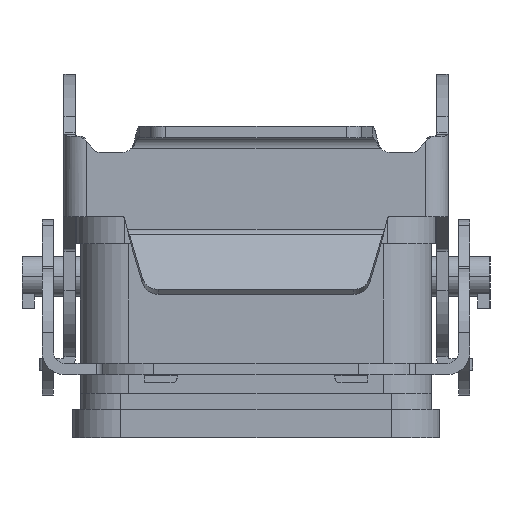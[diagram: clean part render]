
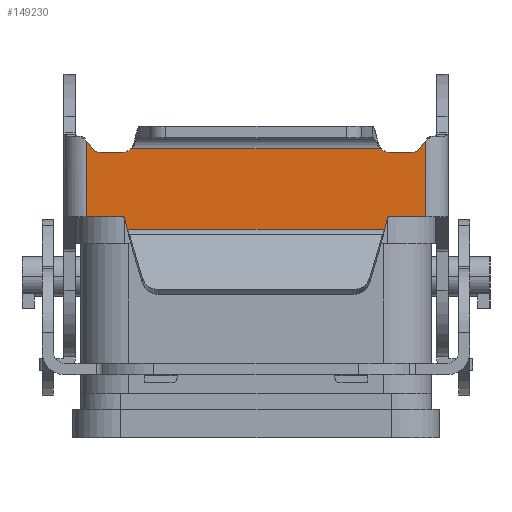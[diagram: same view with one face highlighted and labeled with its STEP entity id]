
A CAD part, left-side view. The second image highlights one B-rep face of the part: STEP entity #149230.
In plain terms, the highlighted planar face has unit normal (-1, 0, 0).
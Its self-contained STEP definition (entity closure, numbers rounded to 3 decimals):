
#145470=CARTESIAN_POINT('',(-103.167,21.,7.361));
#145480=VERTEX_POINT('',#145470);
#145510=CARTESIAN_POINT('',(-103.167,16.533,
7.361));
#145520=DIRECTION('',(0.,1.,0.));
#145530=VECTOR('',#145520,4.467);
#145540=LINE('',#145510,#145530);
#145550=CARTESIAN_POINT('',(-103.167,16.533,
7.361));
#145560=VERTEX_POINT('',#145550);
#145570=EDGE_CURVE('',#145560,#145480,#145540,.T.);
#146850=CARTESIAN_POINT('',(-103.167,-15.923,
5.801));
#146860=VERTEX_POINT('',#146850);
#147500=CARTESIAN_POINT('',(-103.167,-15.923,
5.801));
#147510=DIRECTION('',(0.,-0.259,0.966));
#147520=VECTOR('',#147510,1.423);
#147530=LINE('',#147500,#147520);
#147540=CARTESIAN_POINT('',(-103.167,-16.292,
7.176));
#147550=VERTEX_POINT('',#147540);
#147560=EDGE_CURVE('',#146860,#147550,#147530,.T.);
#147840=CARTESIAN_POINT('',(-103.167,30.488,
9.355));
#147850=DIRECTION('',(1.,0.,-0.));
#147860=DIRECTION('',(0.,0.,1.));
#147870=AXIS2_PLACEMENT_3D('',#147840,#147850,#147860);
#147880=PLANE('',#147870);
#147890=CARTESIAN_POINT('',(-103.167,-16.533,
16.861));
#147900=DIRECTION('',(1.,0.,0.));
#147910=DIRECTION('',(0.,-0.966,
0.259));
#147920=AXIS2_PLACEMENT_3D('',#147890,#147900,#147910);
#147930=CIRCLE('',#147920,1.5);
#147940=CARTESIAN_POINT('',(-103.167,-16.533,
15.361));
#147950=VERTEX_POINT('',#147940);
#147960=CARTESIAN_POINT('',(-103.167,-15.496,
15.778));
#147970=VERTEX_POINT('',#147960);
#147980=EDGE_CURVE('',#147950,#147970,#147930,.T.);
#147990=ORIENTED_EDGE('',*,*,#147980,.T.);
#148000=CARTESIAN_POINT('',(-103.167,-19.423,
15.361));
#148010=DIRECTION('',(0.,1.,0.));
#148020=VECTOR('',#148010,2.889);
#148030=LINE('',#148000,#148020);
#148040=CARTESIAN_POINT('',(-103.167,-19.423,
15.361));
#148050=VERTEX_POINT('',#148040);
#148060=EDGE_CURVE('',#148050,#147950,#148030,.T.);
#148070=ORIENTED_EDGE('',*,*,#148060,.T.);
#148080=CARTESIAN_POINT('',(-103.167,-19.423,
16.361));
#148090=DIRECTION('',(1.,0.,0.));
#148100=DIRECTION('',(0.,0.,1.));
#148110=AXIS2_PLACEMENT_3D('',#148080,#148090,#148100);
#148120=CIRCLE('',#148110,1.);
#148130=CARTESIAN_POINT('',(-103.167,-20.189,
15.718));
#148140=VERTEX_POINT('',#148130);
#148150=EDGE_CURVE('',#148140,#148050,#148120,.T.);
#148160=ORIENTED_EDGE('',*,*,#148150,.T.);
#148170=CARTESIAN_POINT('',(-103.167,-21.,16.685));
#148180=DIRECTION('',(0.,0.643,-0.766));
#148190=VECTOR('',#148180,1.262);
#148200=LINE('',#148170,#148190);
#148210=CARTESIAN_POINT('',(-103.167,-21.,16.685));
#148220=VERTEX_POINT('',#148210);
#148230=EDGE_CURVE('',#148220,#148140,#148200,.T.);
#148240=ORIENTED_EDGE('',*,*,#148230,.T.);
#148250=CARTESIAN_POINT('',(-103.167,-21.,7.361));
#148260=DIRECTION('',(0.,0.,1.));
#148270=VECTOR('',#148260,9.324);
#148280=LINE('',#148250,#148270);
#148290=CARTESIAN_POINT('',(-103.167,-21.,7.361));
#148300=VERTEX_POINT('',#148290);
#148310=EDGE_CURVE('',#148300,#148220,#148280,.T.);
#148320=ORIENTED_EDGE('',*,*,#148310,.T.);
#148330=CARTESIAN_POINT('',(-103.167,-16.533,
7.361));
#148340=DIRECTION('',(0.,-1.,0.));
#148350=VECTOR('',#148340,4.467);
#148360=LINE('',#148330,#148350);
#148370=CARTESIAN_POINT('',(-103.167,-16.533,
7.361));
#148380=VERTEX_POINT('',#148370);
#148390=EDGE_CURVE('',#148380,#148300,#148360,.T.);
#148400=ORIENTED_EDGE('',*,*,#148390,.T.);
#148410=CARTESIAN_POINT('',(-103.167,-16.533,
7.111));
#148420=DIRECTION('',(1.,0.,0.));
#148430=DIRECTION('',(0.,0.,-1.));
#148440=AXIS2_PLACEMENT_3D('',#148410,#148420,#148430);
#148450=CIRCLE('',#148440,0.25);
#148460=EDGE_CURVE('',#147550,#148380,#148450,.T.);
#148470=ORIENTED_EDGE('',*,*,#148460,.T.);
#148480=ORIENTED_EDGE('',*,*,#147560,.T.);
#148490=CARTESIAN_POINT('',(-103.167,15.923,
5.801));
#148500=DIRECTION('',(0.,-1.,0.));
#148510=VECTOR('',#148500,31.847);
#148520=LINE('',#148490,#148510);
#148530=CARTESIAN_POINT('',(-103.167,15.923,
5.801));
#148540=VERTEX_POINT('',#148530);
#148550=EDGE_CURVE('',#148540,#146860,#148520,.T.);
#148560=ORIENTED_EDGE('',*,*,#148550,.T.);
#148570=CARTESIAN_POINT('',(-103.167,15.923,
5.801));
#148580=DIRECTION('',(0.,0.259,0.966));
#148590=VECTOR('',#148580,1.423);
#148600=LINE('',#148570,#148590);
#148610=CARTESIAN_POINT('',(-103.167,16.292,
7.176));
#148620=VERTEX_POINT('',#148610);
#148630=EDGE_CURVE('',#148540,#148620,#148600,.T.);
#148640=ORIENTED_EDGE('',*,*,#148630,.F.);
#148650=CARTESIAN_POINT('',(-103.167,16.533,
7.111));
#148660=DIRECTION('',(-1.,0.,0.));
#148670=DIRECTION('',(0.,0.,-1.));
#148680=AXIS2_PLACEMENT_3D('',#148650,#148660,#148670);
#148690=CIRCLE('',#148680,0.25);
#148700=EDGE_CURVE('',#148620,#145560,#148690,.T.);
#148710=ORIENTED_EDGE('',*,*,#148700,.F.);
#148720=ORIENTED_EDGE('',*,*,#145570,.F.);
#148730=CARTESIAN_POINT('',(-103.167,21.,16.685));
#148740=DIRECTION('',(0.,0.,-1.));
#148750=VECTOR('',#148740,9.324);
#148760=LINE('',#148730,#148750);
#148770=CARTESIAN_POINT('',(-103.167,21.,16.685));
#148780=VERTEX_POINT('',#148770);
#148790=EDGE_CURVE('',#148780,#145480,#148760,.T.);
#148800=ORIENTED_EDGE('',*,*,#148790,.T.);
#148810=CARTESIAN_POINT('',(-103.167,21.,16.685));
#148820=DIRECTION('',(0.,-0.643,-0.766));
#148830=VECTOR('',#148820,1.262);
#148840=LINE('',#148810,#148830);
#148850=CARTESIAN_POINT('',(-103.167,20.189,
15.718));
#148860=VERTEX_POINT('',#148850);
#148870=EDGE_CURVE('',#148780,#148860,#148840,.T.);
#148880=ORIENTED_EDGE('',*,*,#148870,.F.);
#148890=CARTESIAN_POINT('',(-103.167,19.423,
16.361));
#148900=DIRECTION('',(-1.,0.,0.));
#148910=DIRECTION('',(0.,0.,1.));
#148920=AXIS2_PLACEMENT_3D('',#148890,#148900,#148910);
#148930=CIRCLE('',#148920,1.);
#148940=CARTESIAN_POINT('',(-103.167,19.423,
15.361));
#148950=VERTEX_POINT('',#148940);
#148960=EDGE_CURVE('',#148860,#148950,#148930,.T.);
#148970=ORIENTED_EDGE('',*,*,#148960,.F.);
#148980=CARTESIAN_POINT('',(-103.167,19.423,
15.361));
#148990=DIRECTION('',(0.,-1.,0.));
#149000=VECTOR('',#148990,2.889);
#149010=LINE('',#148980,#149000);
#149020=CARTESIAN_POINT('',(-103.167,16.533,
15.361));
#149030=VERTEX_POINT('',#149020);
#149040=EDGE_CURVE('',#148950,#149030,#149010,.T.);
#149050=ORIENTED_EDGE('',*,*,#149040,.F.);
#149060=CARTESIAN_POINT('',(-103.167,16.533,
16.861));
#149070=DIRECTION('',(-1.,0.,0.));
#149080=DIRECTION('',(0.,0.966,
0.259));
#149090=AXIS2_PLACEMENT_3D('',#149060,#149070,#149080);
#149100=CIRCLE('',#149090,1.5);
#149110=CARTESIAN_POINT('',(-103.167,15.496,
15.778));
#149120=VERTEX_POINT('',#149110);
#149130=EDGE_CURVE('',#149030,#149120,#149100,.T.);
#149140=ORIENTED_EDGE('',*,*,#149130,.F.);
#149150=CARTESIAN_POINT('',(-103.167,-15.496,
15.778));
#149160=DIRECTION('',(0.,1.,0.));
#149170=VECTOR('',#149160,30.992);
#149180=LINE('',#149150,#149170);
#149190=EDGE_CURVE('',#147970,#149120,#149180,.T.);
#149200=ORIENTED_EDGE('',*,*,#149190,.T.);
#149210=EDGE_LOOP('',(#149200,#149140,#149050,#148970,#148880,#148800,
#148720,#148710,#148640,#148560,#148480,#148470,#148400,#148320,#148240,
#148160,#148070,#147990));
#149220=FACE_OUTER_BOUND('',#149210,.T.);
#149230=ADVANCED_FACE('',(#149220),#147880,.F.);
